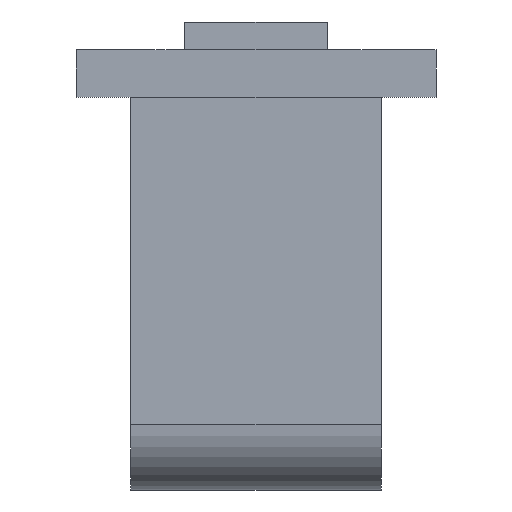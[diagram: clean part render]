
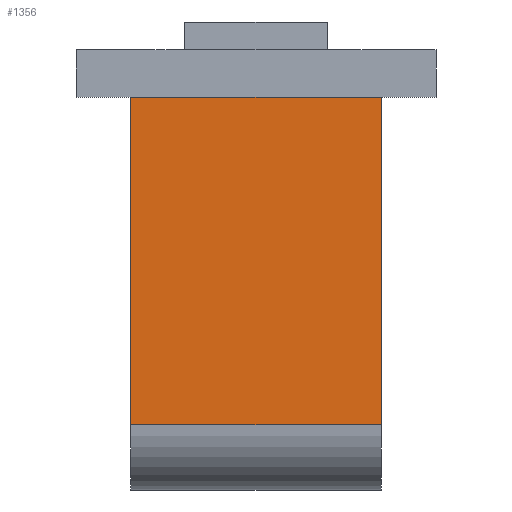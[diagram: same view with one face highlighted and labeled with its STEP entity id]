
A CAD part, front view. The second image highlights one B-rep face of the part: STEP entity #1356.
In plain terms, the highlighted planar face has unit normal (0, -1, 0).
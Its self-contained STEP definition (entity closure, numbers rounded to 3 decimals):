
#364=DIRECTION('',(-1.,0.,0.));
#365=VECTOR('',#364,15.3);
#366=CARTESIAN_POINT('',(7.65,-45.,0.));
#367=LINE('',#366,#365);
#754=DIRECTION('',(0.,0.,-1.));
#755=VECTOR('',#754,20.);
#756=CARTESIAN_POINT('',(-7.65,-45.,0.));
#757=LINE('',#756,#755);
#811=DIRECTION('',(-1.,0.,0.));
#812=VECTOR('',#811,15.3);
#813=CARTESIAN_POINT('',(7.65,-45.,-20.));
#814=LINE('',#813,#812);
#818=DIRECTION('',(0.,0.,-1.));
#819=VECTOR('',#818,20.);
#820=CARTESIAN_POINT('',(7.65,-45.,0.));
#821=LINE('',#820,#819);
#842=CARTESIAN_POINT('',(7.65,-45.,0.));
#844=VERTEX_POINT('',#842);
#845=CARTESIAN_POINT('',(-7.65,-45.,0.));
#846=VERTEX_POINT('',#845);
#906=CARTESIAN_POINT('',(-7.65,-45.,-20.));
#908=VERTEX_POINT('',#906);
#909=CARTESIAN_POINT('',(7.65,-45.,-20.));
#910=VERTEX_POINT('',#909);
#1345=CARTESIAN_POINT('',(7.65,-45.,0.));
#1346=DIRECTION('',(0.,-1.,0.));
#1347=DIRECTION('',(-1.,0.,0.));
#1348=AXIS2_PLACEMENT_3D('',#1345,#1346,#1347);
#1349=PLANE('',#1348);
#1350=ORIENTED_EDGE('',*,*,#1338,.T.);
#1351=ORIENTED_EDGE('',*,*,#1280,.F.);
#1352=ORIENTED_EDGE('',*,*,#930,.F.);
#1353=ORIENTED_EDGE('',*,*,#1228,.T.);
#1354=EDGE_LOOP('',(#1350,#1351,#1352,#1353));
#1355=FACE_OUTER_BOUND('',#1354,.F.);
#930=EDGE_CURVE('',#844,#846,#367,.T.);
#1228=EDGE_CURVE('',#844,#910,#821,.T.);
#1280=EDGE_CURVE('',#846,#908,#757,.T.);
#1338=EDGE_CURVE('',#910,#908,#814,.T.);
#1356=ADVANCED_FACE('',(#1355),#1349,.T.);
